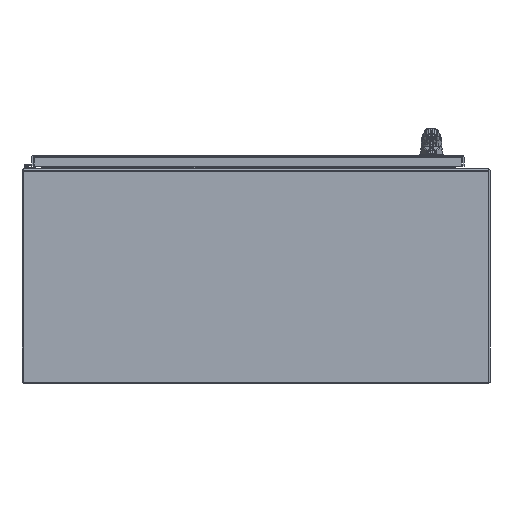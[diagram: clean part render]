
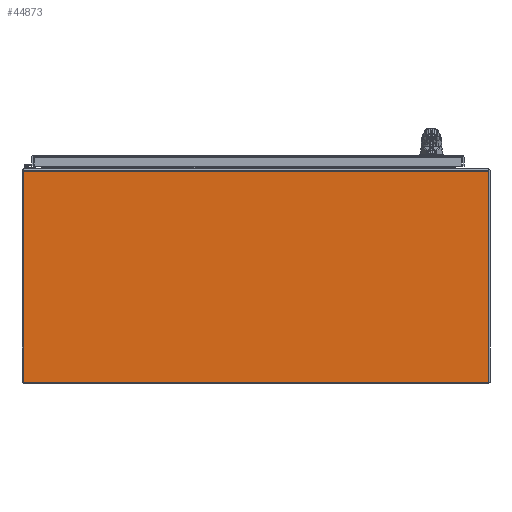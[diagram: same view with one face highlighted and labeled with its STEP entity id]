
A CAD part, front view. The second image highlights one B-rep face of the part: STEP entity #44873.
In plain terms, the highlighted face is planar.
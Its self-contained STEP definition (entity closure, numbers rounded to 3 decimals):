
#6414=FACE_OUTER_BOUND($,#9257,.T.);
#9257=EDGE_LOOP($,(#31019,#31020,#31021,#31022));
#12821=LINE($,#67820,#16313);
#12826=LINE($,#67835,#16318);
#12828=LINE($,#67840,#16320);
#12830=LINE($,#67844,#16322);
#16313=VECTOR($,#53703,17.781);
#16318=VECTOR($,#53716,17.781);
#16320=VECTOR($,#53724,39.25);
#16322=VECTOR($,#53730,39.25);
#19747=VERTEX_POINT($,#67817);
#19748=VERTEX_POINT($,#67819);
#19753=VERTEX_POINT($,#67832);
#19754=VERTEX_POINT($,#67834);
#24045=EDGE_CURVE($,#19747,#19748,#12821,.T.);
#24052=EDGE_CURVE($,#19753,#19754,#12826,.T.);
#24055=EDGE_CURVE($,#19747,#19754,#12828,.T.);
#24057=EDGE_CURVE($,#19748,#19753,#12830,.T.);
#31019=ORIENTED_EDGE($,*,*,#24055,.T.);
#31020=ORIENTED_EDGE($,*,*,#24052,.F.);
#31021=ORIENTED_EDGE($,*,*,#24057,.F.);
#31022=ORIENTED_EDGE($,*,*,#24045,.F.);
#43628=PLANE($,#47934);
#44873=ADVANCED_FACE($,(#6414),#43628,.F.);
#47934=AXIS2_PLACEMENT_3D($,#67845,#53731,#53732);
#53703=DIRECTION($,(0.,-1.,0.));
#53716=DIRECTION($,(0.,1.,0.));
#53724=DIRECTION($,(1.,0.,0.));
#53730=DIRECTION($,(1.,0.,0.));
#53731=DIRECTION('center_axis',(0.,0.,1.));
#53732=DIRECTION('ref_axis',(1.,0.,0.));
#67817=CARTESIAN_POINT('',(0.,17.781,0.));
#67819=CARTESIAN_POINT('',(0.,0.,0.));
#67820=CARTESIAN_POINT($,(0.,17.875,0.));
#67832=CARTESIAN_POINT('',(39.25,0.,0.));
#67834=CARTESIAN_POINT('',(39.25,17.781,0.));
#67835=CARTESIAN_POINT($,(39.25,0.,0.));
#67840=CARTESIAN_POINT($,(9.812,17.781,0.));
#67844=CARTESIAN_POINT($,(0.,0.,0.));
#67845=CARTESIAN_POINT('Origin',(19.625,8.938,0.));
